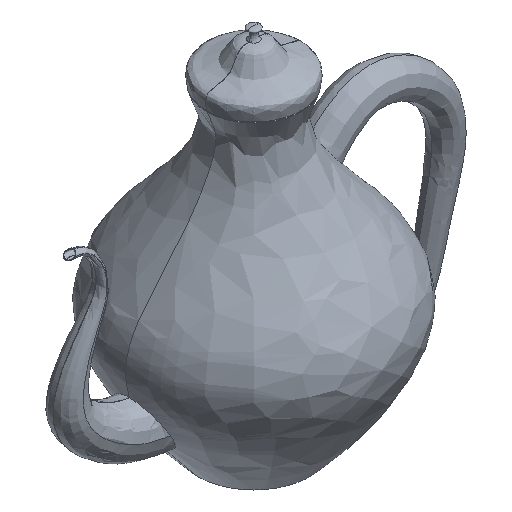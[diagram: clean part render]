
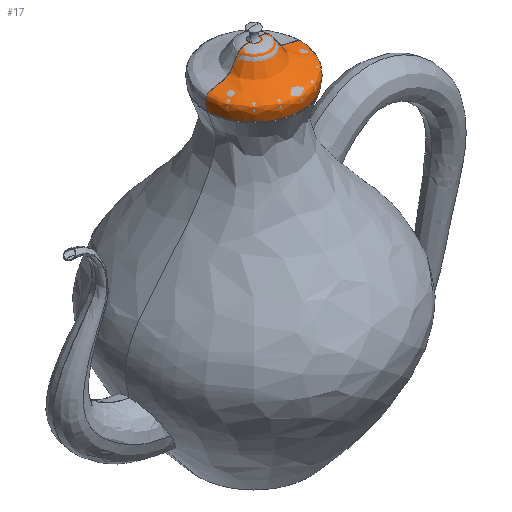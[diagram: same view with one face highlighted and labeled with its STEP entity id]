
A CAD part, isometric view. The second image highlights one B-rep face of the part: STEP entity #17.
In plain terms, the highlighted free-form (B-spline) face has degree [2, 3] with [5, 7] control points.
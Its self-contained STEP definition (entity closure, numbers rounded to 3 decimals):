
#17 = ADVANCED_FACE('',(#18),#64,.T.);
#18 = FACE_BOUND('',#19,.T.);
#19 = EDGE_LOOP('',(#20,#34,#44,#56));
#20 = ORIENTED_EDGE('',*,*,#21,.F.);
#21 = EDGE_CURVE('',#22,#24,#26,.T.);
#22 = VERTEX_POINT('',#23);
#23 = CARTESIAN_POINT('',(164.546,32.737,
    59.144));
#24 = VERTEX_POINT('',#25);
#25 = CARTESIAN_POINT('',(183.554,32.737,
    76.737));
#26 = B_SPLINE_CURVE_WITH_KNOTS('',3,(#27,#28,#29,#30,#31,#32,#33),
  .UNSPECIFIED.,.F.,.F.,(4,1,1,1,4),(0.,0.188,0.526,
    0.78,1.),.UNSPECIFIED.);
#27 = CARTESIAN_POINT('',(164.546,32.737,
    59.144));
#28 = CARTESIAN_POINT('',(164.126,32.737,
    61.442));
#29 = CARTESIAN_POINT('',(162.951,32.737,
    67.873));
#30 = CARTESIAN_POINT('',(175.835,32.737,
    66.009));
#31 = CARTESIAN_POINT('',(177.82,32.737,
    76.507));
#32 = CARTESIAN_POINT('',(183.319,32.737,
    76.763));
#33 = CARTESIAN_POINT('',(185.873,32.737,76.883
    ));
#34 = ORIENTED_EDGE('',*,*,#35,.T.);
#35 = EDGE_CURVE('',#22,#36,#38,.T.);
#36 = VERTEX_POINT('',#37);
#37 = CARTESIAN_POINT('',(207.199,32.737,59.144
    ));
#38 = ( BOUNDED_CURVE() B_SPLINE_CURVE(2,(#39,#40,#41,#42,#43),
.UNSPECIFIED.,.F.,.F.) B_SPLINE_CURVE_WITH_KNOTS((3,2,3),(3.142,
4.712,6.283),.PIECEWISE_BEZIER_KNOTS.) CURVE() 
GEOMETRIC_REPRESENTATION_ITEM() RATIONAL_B_SPLINE_CURVE((1.,
0.707,1.,0.707,1.)) REPRESENTATION_ITEM('') );
#39 = CARTESIAN_POINT('',(164.546,32.737,
    59.144));
#40 = CARTESIAN_POINT('',(164.546,11.411,
    59.144));
#41 = CARTESIAN_POINT('',(185.873,11.411,
    59.144));
#42 = CARTESIAN_POINT('',(207.199,11.411,59.144
    ));
#43 = CARTESIAN_POINT('',(207.199,32.737,59.144
    ));
#44 = ORIENTED_EDGE('',*,*,#45,.T.);
#45 = EDGE_CURVE('',#36,#46,#48,.T.);
#46 = VERTEX_POINT('',#47);
#47 = CARTESIAN_POINT('',(188.191,32.737,
    76.737));
#48 = B_SPLINE_CURVE_WITH_KNOTS('',3,(#49,#50,#51,#52,#53,#54,#55),
  .UNSPECIFIED.,.F.,.F.,(4,1,1,1,4),(0.,0.188,0.526,
    0.78,1.),.UNSPECIFIED.);
#49 = CARTESIAN_POINT('',(207.199,32.737,59.144
    ));
#50 = CARTESIAN_POINT('',(207.619,32.737,
    61.442));
#51 = CARTESIAN_POINT('',(208.794,32.737,67.873
    ));
#52 = CARTESIAN_POINT('',(195.91,32.737,
    66.009));
#53 = CARTESIAN_POINT('',(193.925,32.737,
    76.507));
#54 = CARTESIAN_POINT('',(188.426,32.737,
    76.763));
#55 = CARTESIAN_POINT('',(185.873,32.737,76.883
    ));
#56 = ORIENTED_EDGE('',*,*,#57,.T.);
#57 = EDGE_CURVE('',#46,#24,#58,.T.);
#58 = ( BOUNDED_CURVE() B_SPLINE_CURVE(2,(#59,#60,#61,#62,#63),
.UNSPECIFIED.,.F.,.F.) B_SPLINE_CURVE_WITH_KNOTS((3,2,3),(3.142,
4.712,6.283),.PIECEWISE_BEZIER_KNOTS.) CURVE() 
GEOMETRIC_REPRESENTATION_ITEM() RATIONAL_B_SPLINE_CURVE((1.,
0.707,1.,0.707,1.)) REPRESENTATION_ITEM('') );
#59 = CARTESIAN_POINT('',(188.191,32.737,
    76.737));
#60 = CARTESIAN_POINT('',(188.191,30.418,
    76.737));
#61 = CARTESIAN_POINT('',(185.873,30.418,
    76.737));
#62 = CARTESIAN_POINT('',(183.554,30.418,
    76.737));
#63 = CARTESIAN_POINT('',(183.554,32.737,
    76.737));
#64 = ( BOUNDED_SURFACE() B_SPLINE_SURFACE(2,3,(
    (#65,#66,#67,#68,#69,#70,#71)
    ,(#72,#73,#74,#75,#76,#77,#78)
    ,(#79,#80,#81,#82,#83,#84,#85)
    ,(#86,#87,#88,#89,#90,#91,#92)
    ,(#93,#94,#95,#96,#97,#98,#99
)),.UNSPECIFIED.,.F.,.F.,.F.) B_SPLINE_SURFACE_WITH_KNOTS((3,2,3),(4,1,1
    ,1,4),(3.142,4.712,6.283),(-0.933,
    -0.78,-0.526,-0.188,-0.),.UNSPECIFIED.) 
GEOMETRIC_REPRESENTATION_ITEM() RATIONAL_B_SPLINE_SURFACE((
    (1.,1.,1.,1.,1.,1.,1.)
    ,(0.707,0.707,0.707,0.707
      ,0.707,0.707,0.707)
    ,(1.,1.,1.,1.,1.,1.,1.)
    ,(0.707,0.707,0.707,0.707
      ,0.707,0.707,0.707)
,(1.,1.,1.,1.,1.,1.,1.))) REPRESENTATION_ITEM('') SURFACE() );
#65 = CARTESIAN_POINT('',(188.191,32.737,
    76.737));
#66 = CARTESIAN_POINT('',(189.902,32.737,
    76.572));
#67 = CARTESIAN_POINT('',(194.089,32.737,
    75.636));
#68 = CARTESIAN_POINT('',(195.91,32.737,
    66.009));
#69 = CARTESIAN_POINT('',(208.794,32.737,67.873
    ));
#70 = CARTESIAN_POINT('',(207.619,32.737,
    61.442));
#71 = CARTESIAN_POINT('',(207.199,32.737,59.144
    ));
#72 = CARTESIAN_POINT('',(188.191,30.418,
    76.737));
#73 = CARTESIAN_POINT('',(189.902,28.708,
    76.572));
#74 = CARTESIAN_POINT('',(194.089,24.52,
    75.636));
#75 = CARTESIAN_POINT('',(195.91,22.7,
    66.009));
#76 = CARTESIAN_POINT('',(208.794,9.815,67.873)
  );
#77 = CARTESIAN_POINT('',(207.619,10.991,
    61.442));
#78 = CARTESIAN_POINT('',(207.199,11.411,59.144
    ));
#79 = CARTESIAN_POINT('',(185.873,30.418,
    76.737));
#80 = CARTESIAN_POINT('',(185.873,28.708,
    76.572));
#81 = CARTESIAN_POINT('',(185.873,24.52,
    75.636));
#82 = CARTESIAN_POINT('',(185.873,22.7,
    66.009));
#83 = CARTESIAN_POINT('',(185.873,9.815,67.873
    ));
#84 = CARTESIAN_POINT('',(185.873,10.991,
    61.442));
#85 = CARTESIAN_POINT('',(185.873,11.411,
    59.144));
#86 = CARTESIAN_POINT('',(183.554,30.418,
    76.737));
#87 = CARTESIAN_POINT('',(181.843,28.708,
    76.572));
#88 = CARTESIAN_POINT('',(177.656,24.52,
    75.636));
#89 = CARTESIAN_POINT('',(175.835,22.7,
    66.009));
#90 = CARTESIAN_POINT('',(162.951,9.815,67.873
    ));
#91 = CARTESIAN_POINT('',(164.126,10.991,
    61.442));
#92 = CARTESIAN_POINT('',(164.546,11.411,
    59.144));
#93 = CARTESIAN_POINT('',(183.554,32.737,
    76.737));
#94 = CARTESIAN_POINT('',(181.843,32.737,
    76.572));
#95 = CARTESIAN_POINT('',(177.656,32.737,
    75.636));
#96 = CARTESIAN_POINT('',(175.835,32.737,
    66.009));
#97 = CARTESIAN_POINT('',(162.951,32.737,
    67.873));
#98 = CARTESIAN_POINT('',(164.126,32.737,
    61.442));
#99 = CARTESIAN_POINT('',(164.546,32.737,
    59.144));
